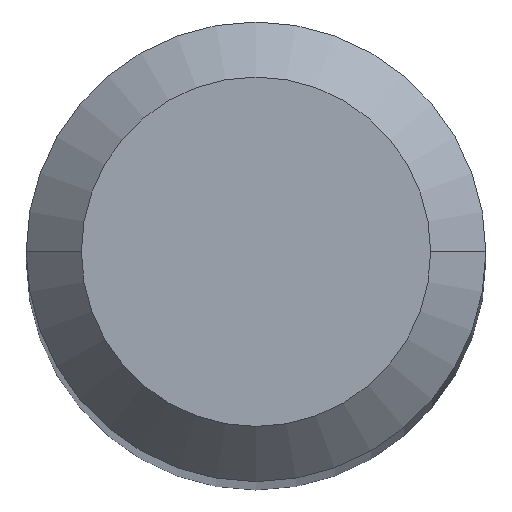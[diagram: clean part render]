
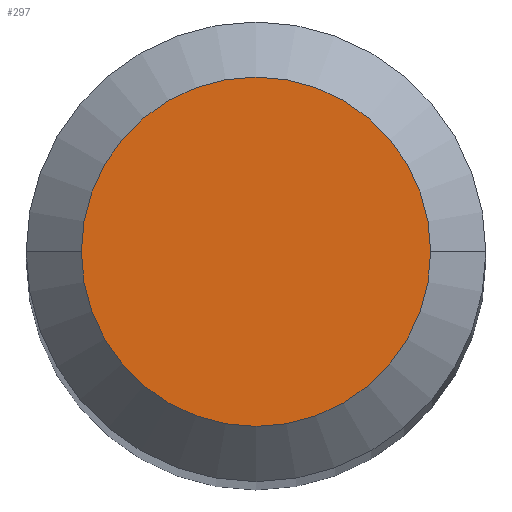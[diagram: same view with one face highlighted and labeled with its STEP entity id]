
A CAD part, top view. The second image highlights one B-rep face of the part: STEP entity #297.
In plain terms, the highlighted planar face has unit normal (0, 0, 1).
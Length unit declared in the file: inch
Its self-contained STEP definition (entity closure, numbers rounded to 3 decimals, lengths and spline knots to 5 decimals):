
#67 = ORIENTED_EDGE ( 'NONE', *, *, #121, .T. ) ;
#69 = AXIS2_PLACEMENT_3D ( 'NONE', #376, #199, #170 ) ;
#93 = ORIENTED_EDGE ( 'NONE', *, *, #95, .T. ) ;
#95 = EDGE_CURVE ( 'NONE', #96, #266, #417, .T. ) ;
#96 = VERTEX_POINT ( 'NONE', #317 ) ;
#121 = EDGE_CURVE ( 'NONE', #266, #96, #278, .T. ) ;
#127 = EDGE_LOOP ( 'NONE', ( #93, #67 ) ) ;
#140 = AXIS2_PLACEMENT_3D ( 'NONE', #289, #288, #327 ) ;
#142 = CARTESIAN_POINT ( 'NONE',  ( 0.0475, 0., 0. ) ) ;
#168 = DIRECTION ( 'NONE',  ( 1., 0., 0. ) ) ;
#170 = DIRECTION ( 'NONE',  ( 1., 0., 0. ) ) ;
#183 = PLANE ( 'NONE',  #140 ) ;
#199 = DIRECTION ( 'NONE',  ( 0., 0., 1. ) ) ;
#266 = VERTEX_POINT ( 'NONE', #142 ) ;
#278 = CIRCLE ( 'NONE', #69, 0.0475 ) ;
#288 = DIRECTION ( 'NONE',  ( 0., 0., -1. ) ) ;
#289 = CARTESIAN_POINT ( 'NONE',  ( 0., 0.0475, 0. ) ) ;
#297 = ADVANCED_FACE ( 'NONE', ( #390 ), #183, .F. ) ;
#317 = CARTESIAN_POINT ( 'NONE',  ( -0.0475, 0., 0. ) ) ;
#327 = DIRECTION ( 'NONE',  ( -1., 0., 0. ) ) ;
#347 = CARTESIAN_POINT ( 'NONE',  ( 0., 0., 0. ) ) ;
#376 = CARTESIAN_POINT ( 'NONE',  ( 0., 0., 0. ) ) ;
#380 = AXIS2_PLACEMENT_3D ( 'NONE', #347, #419, #168 ) ;
#390 = FACE_OUTER_BOUND ( 'NONE', #127, .T. ) ;
#417 = CIRCLE ( 'NONE', #380, 0.0475 ) ;
#419 = DIRECTION ( 'NONE',  ( 0., 0., 1. ) ) ;
